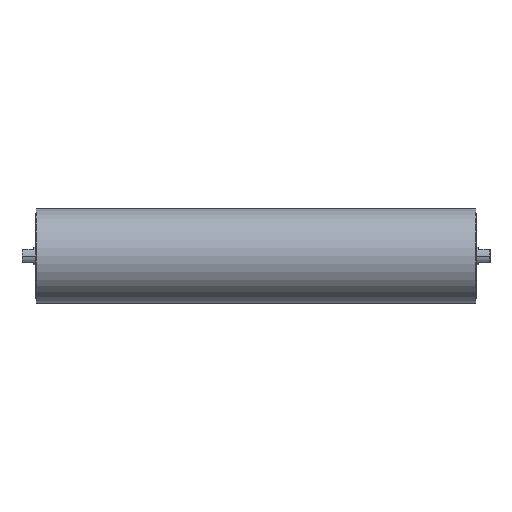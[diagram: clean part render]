
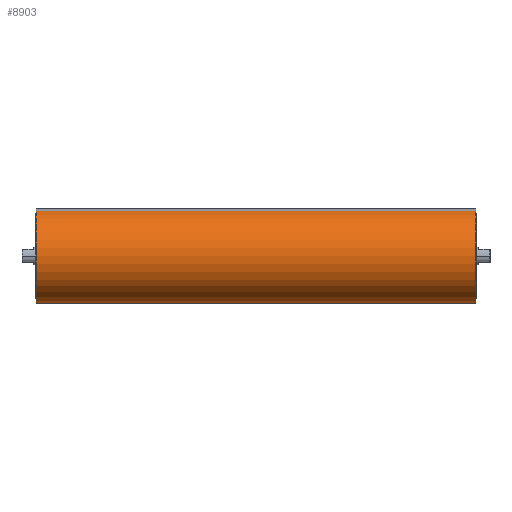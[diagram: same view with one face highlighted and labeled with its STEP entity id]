
A CAD part, front view. The second image highlights one B-rep face of the part: STEP entity #8903.
In plain terms, the highlighted cylindrical face has radius 54 mm (diameter 108 mm), a partial arc.
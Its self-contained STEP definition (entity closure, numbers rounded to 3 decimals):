
#2 = CARTESIAN_POINT ( 'NONE',  ( 500., 0., 0. ) ) ;
#62 = EDGE_CURVE ( 'NONE', #14993, #12852, #13447, .T. ) ;
#147 = CARTESIAN_POINT ( 'NONE',  ( 500., -18.283, 50.811 ) ) ;
#684 = LINE ( 'NONE', #19614, #21974 ) ;
#980 = FACE_OUTER_BOUND ( 'NONE', #20440, .T. ) ;
#1760 = DIRECTION ( 'NONE',  ( 0., 0.339, -0.941 ) ) ;
#2157 = VECTOR ( 'NONE', #16480, 1000. ) ;
#3952 = ORIENTED_EDGE ( 'NONE', *, *, #8628, .T. ) ;
#4026 = DIRECTION ( 'NONE',  ( -1., 0., 0. ) ) ;
#4179 = EDGE_CURVE ( 'NONE', #22318, #14993, #13387, .T. ) ;
#4366 = CIRCLE ( 'NONE', #19214, 54. ) ;
#4761 = EDGE_CURVE ( 'NONE', #8398, #12852, #4366, .T. ) ;
#4773 = CARTESIAN_POINT ( 'NONE',  ( 0., -18.283, 50.811 ) ) ;
#7411 = ORIENTED_EDGE ( 'NONE', *, *, #62, .F. ) ;
#8398 = VERTEX_POINT ( 'NONE', #4773 ) ;
#8496 = DIRECTION ( 'NONE',  ( 0., 0.339, -0.941 ) ) ;
#8628 = EDGE_CURVE ( 'NONE', #22318, #8398, #684, .T. ) ;
#8903 = ADVANCED_FACE ( 'NONE', ( #980 ), #19560, .T. ) ;
#10402 = CARTESIAN_POINT ( 'NONE',  ( 0., 0., 0. ) ) ;
#12260 = CARTESIAN_POINT ( 'NONE',  ( 500., 18.283, -50.811 ) ) ;
#12363 = ORIENTED_EDGE ( 'NONE', *, *, #4761, .T. ) ;
#12852 = VERTEX_POINT ( 'NONE', #12988 ) ;
#12921 = AXIS2_PLACEMENT_3D ( 'NONE', #21645, #4026, #16355 ) ;
#12988 = CARTESIAN_POINT ( 'NONE',  ( 0., 18.283, -50.811 ) ) ;
#13387 = CIRCLE ( 'NONE', #21748, 54. ) ;
#13447 = LINE ( 'NONE', #15222, #2157 ) ;
#14993 = VERTEX_POINT ( 'NONE', #12260 ) ;
#15222 = CARTESIAN_POINT ( 'NONE',  ( 500., 18.283, -50.811 ) ) ;
#16355 = DIRECTION ( 'NONE',  ( 0., -0.339, 0.941 ) ) ;
#16480 = DIRECTION ( 'NONE',  ( -1., 0., 0. ) ) ;
#17637 = ORIENTED_EDGE ( 'NONE', *, *, #4179, .F. ) ;
#18988 = DIRECTION ( 'NONE',  ( 1., 0., 0. ) ) ;
#19214 = AXIS2_PLACEMENT_3D ( 'NONE', #10402, #18988, #1760 ) ;
#19284 = DIRECTION ( 'NONE',  ( -1., 0., 0. ) ) ;
#19560 = CYLINDRICAL_SURFACE ( 'NONE', #12921, 54. ) ;
#19614 = CARTESIAN_POINT ( 'NONE',  ( 500., -18.283, 50.811 ) ) ;
#20440 = EDGE_LOOP ( 'NONE', ( #7411, #17637, #3952, #12363 ) ) ;
#21645 = CARTESIAN_POINT ( 'NONE',  ( 500., 0., 0. ) ) ;
#21748 = AXIS2_PLACEMENT_3D ( 'NONE', #2, #22264, #8496 ) ;
#21974 = VECTOR ( 'NONE', #19284, 1000. ) ;
#22264 = DIRECTION ( 'NONE',  ( 1., 0., 0. ) ) ;
#22318 = VERTEX_POINT ( 'NONE', #147 ) ;
